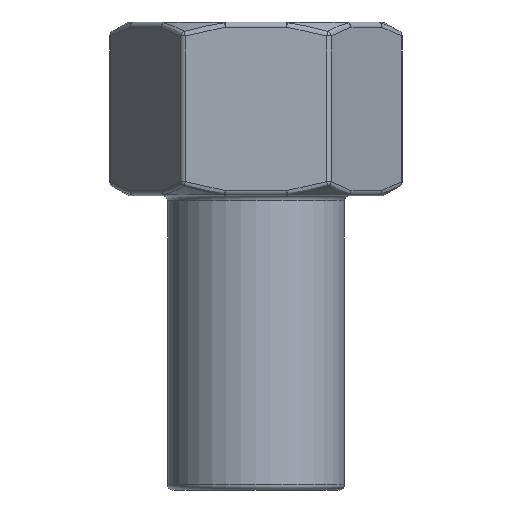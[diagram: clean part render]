
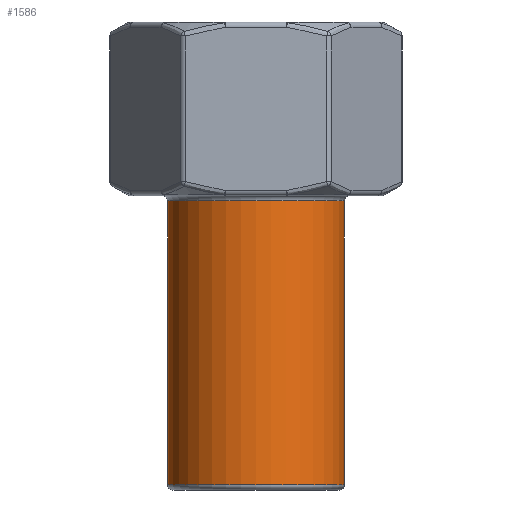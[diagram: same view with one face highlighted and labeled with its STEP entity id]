
A CAD part, front view. The second image highlights one B-rep face of the part: STEP entity #1586.
In plain terms, the highlighted cylindrical face has radius 8.5 mm (diameter 17 mm), a full revolution.
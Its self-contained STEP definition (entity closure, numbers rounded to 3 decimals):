
#125=CYLINDRICAL_SURFACE('',#1839,8.5);
#670=ORIENTED_EDGE('',*,*,#707,.T.);
#671=ORIENTED_EDGE('',*,*,#708,.T.);
#707=EDGE_CURVE('',#934,#934,#1053,.F.);
#708=EDGE_CURVE('',#935,#935,#1054,.T.);
#934=VERTEX_POINT('',#2379);
#935=VERTEX_POINT('',#2382);
#1053=CIRCLE('',#1614,8.5);
#1054=CIRCLE('',#1616,8.5);
#1313=EDGE_LOOP('',(#670));
#1314=EDGE_LOOP('',(#671));
#1445=FACE_BOUND('',#1313,.T.);
#1446=FACE_BOUND('',#1314,.T.);
#1586=ADVANCED_FACE('',(#1445,#1446),#125,.T.);
#1614=AXIS2_PLACEMENT_3D('',#2378,#1864,#1865);
#1616=AXIS2_PLACEMENT_3D('',#2381,#1868,#1869);
#1839=AXIS2_PLACEMENT_3D('',#3448,#2350,#2351);
#1864=DIRECTION('',(0.,0.,1.));
#1865=DIRECTION('',(1.,0.,0.));
#1868=DIRECTION('',(0.,0.,1.));
#1869=DIRECTION('',(0.,-1.,0.));
#2350=DIRECTION('',(0.,0.,1.));
#2351=DIRECTION('',(0.,-1.,0.));
#2378=CARTESIAN_POINT('',(0.,0.,-17.2));
#2379=CARTESIAN_POINT('',(8.5,0.,-17.2));
#2381=CARTESIAN_POINT('',(0.,0.,-44.5));
#2382=CARTESIAN_POINT('',(0.,-8.5,-44.5));
#3448=CARTESIAN_POINT('',(0.,0.,-45.));
